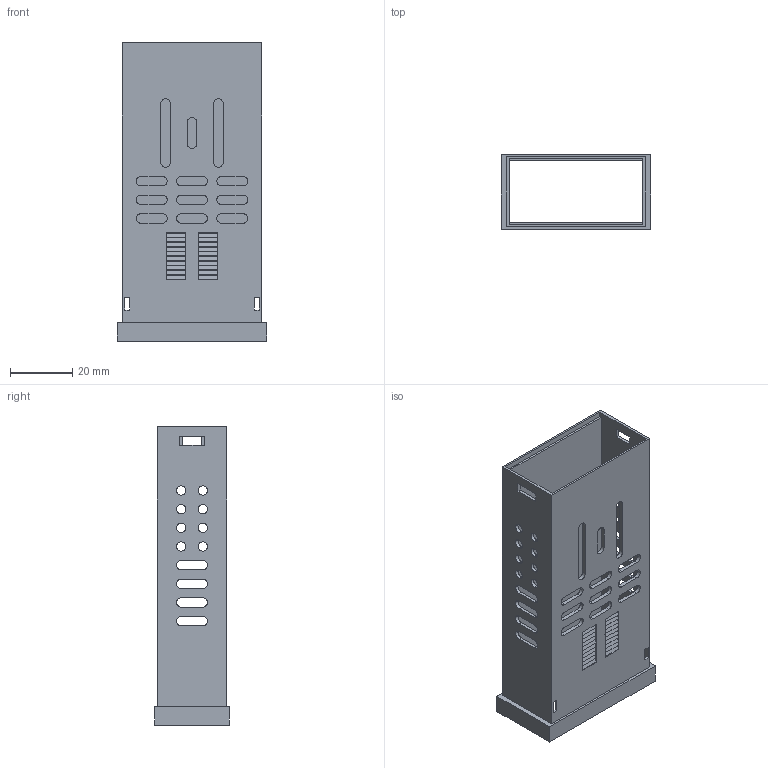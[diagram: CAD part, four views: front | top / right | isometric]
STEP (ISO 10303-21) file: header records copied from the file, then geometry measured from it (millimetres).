
FILE_DESCRIPTION (( 'STEP AP214' ), '1' );
FILE_NAME ('IC-024-01.STEP', '2022-01-24T10:02:54', ( '' ), ( '' ), 'SwSTEP 2.0', 'SolidWorks 2017', '' );
FILE_SCHEMA (( 'AUTOMOTIVE_DESIGN' ));
Length unit declared in the file: millimetre
Products named in the file (3): Case IC-024; IC-024-01
Assembly tree (1 placements, depth 2):
  IC-024-01
    Case IC-024
  Case IC-024
Bounding box: 48 x 24 x 96 mm (x, y, z)
Volume: 11874.2 mm3; surface area: 25190.6 mm2
Topology: 1 solids, 1 shells, 303 faces, 891 edges, 594 vertices
Faces by surface type: plane 222, cylinder 81
Entity records: 10280 total; most frequent: CARTESIAN_POINT 1793, ORIENTED_EDGE 1782, DIRECTION 1669, EDGE_CURVE 891, LINE 729, VECTOR 729, VERTEX_POINT 594, AXIS2_PLACEMENT_3D 470
